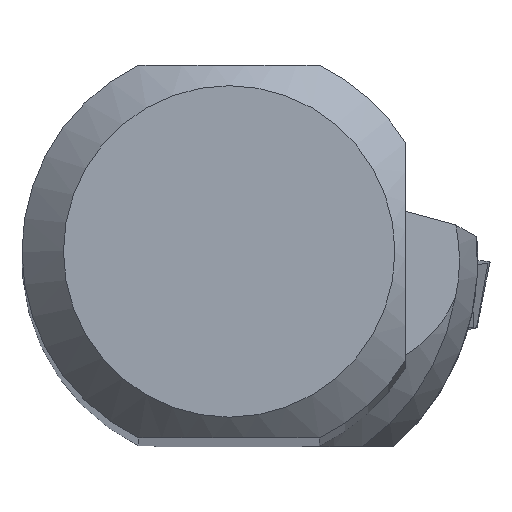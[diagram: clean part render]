
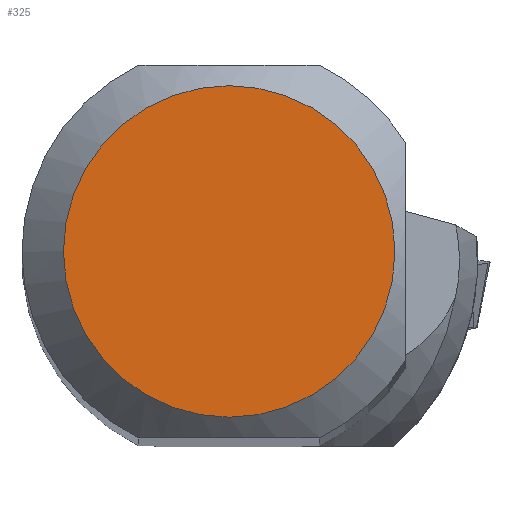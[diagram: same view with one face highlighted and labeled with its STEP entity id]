
A CAD part, top view. The second image highlights one B-rep face of the part: STEP entity #325.
In plain terms, the highlighted planar face has unit normal (0, 0, 1).
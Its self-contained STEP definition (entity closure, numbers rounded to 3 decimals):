
#262=CIRCLE('',#1589,8.);
#325=ADVANCED_FACE('',(#442),#389,.F.);
#389=PLANE('',#1600);
#442=FACE_OUTER_BOUND('',#525,.T.);
#525=EDGE_LOOP('',(#722));
#722=ORIENTED_EDGE('',*,*,#1228,.F.);
#1067=VERTEX_POINT('',#2321);
#1228=EDGE_CURVE('',#1067,#1067,#262,.T.);
#1589=AXIS2_PLACEMENT_3D('',#2320,#1815,#1816);
#1600=AXIS2_PLACEMENT_3D('',#2354,#1839,#1840);
#1815=DIRECTION('',(0.,0.,-1.));
#1816=DIRECTION('',(-1.,0.,0.));
#1839=DIRECTION('',(0.,0.,-1.));
#1840=DIRECTION('',(-1.,0.,0.));
#2320=CARTESIAN_POINT('',(0.,0.,
0.));
#2321=CARTESIAN_POINT('',(-8.,0.,0.));
#2354=CARTESIAN_POINT('',(0.,0.,
0.));
